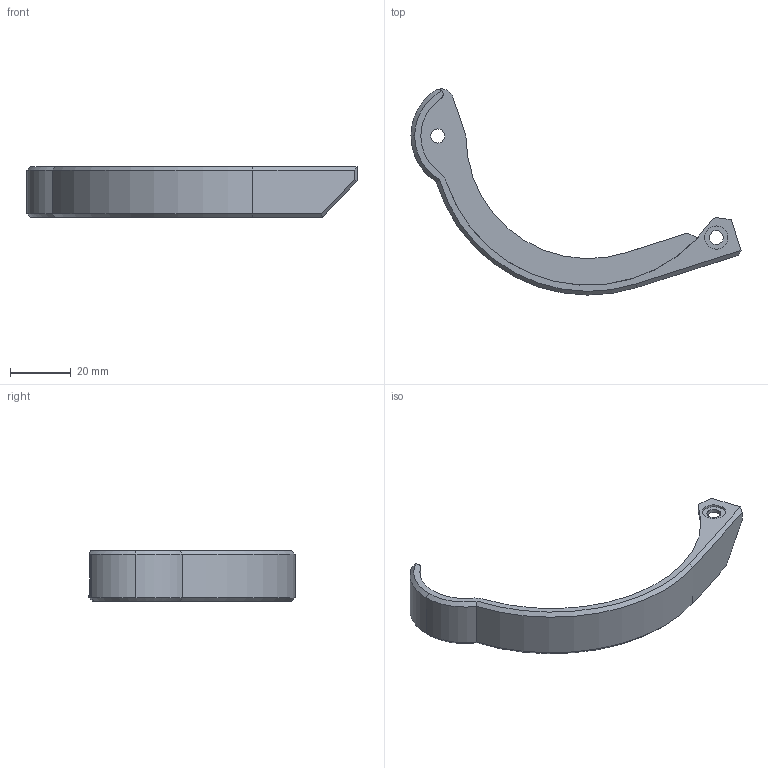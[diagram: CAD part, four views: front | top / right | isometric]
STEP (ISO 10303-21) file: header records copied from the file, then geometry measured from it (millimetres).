
FILE_DESCRIPTION(('HOOPS Exchange Step'),'2;1');
FILE_NAME('temp_export','2021-06-22T22:46:47+17:00',('poastoast'),('Shapr3D Limited'),'HOOPS Exchange 2020.2','Shapr3D','Authorized');
FILE_SCHEMA( ('AP203_CONFIGURATION_CONTROLLED_3D_DESIGN_OF_MECHANICAL_PARTS_AND_ASSEMBLIES_MIM_LF') );
Length unit declared in the file: millimetre
Products named in the file (2): 0; 1F8A0803-FA91-4FA7-AB0F-12B26D28F6C5.tmp
Assembly tree (1 placements, depth 2):
  1F8A0803-FA91-4FA7-AB0F-12B26D28F6C5.tmp
    0
Bounding box: 108.26 x 67.65 x 16.7 mm (x, y, z)
Volume: 10029.7 mm3; surface area: 8245.8 mm2
Topology: 1 solids, 1 shells, 45 faces, 113 edges, 72 vertices
Faces by surface type: plane 20, cylinder 18, cone 7
Full cylindrical faces by diameter (mm): 4.6 x2, 7.6 x2
Entity records: 1425 total; most frequent: CARTESIAN_POINT 260, DIRECTION 250, ORIENTED_EDGE 226, EDGE_CURVE 113, AXIS2_PLACEMENT_3D 94, VERTEX_POINT 72, VECTOR 62, LINE 62
